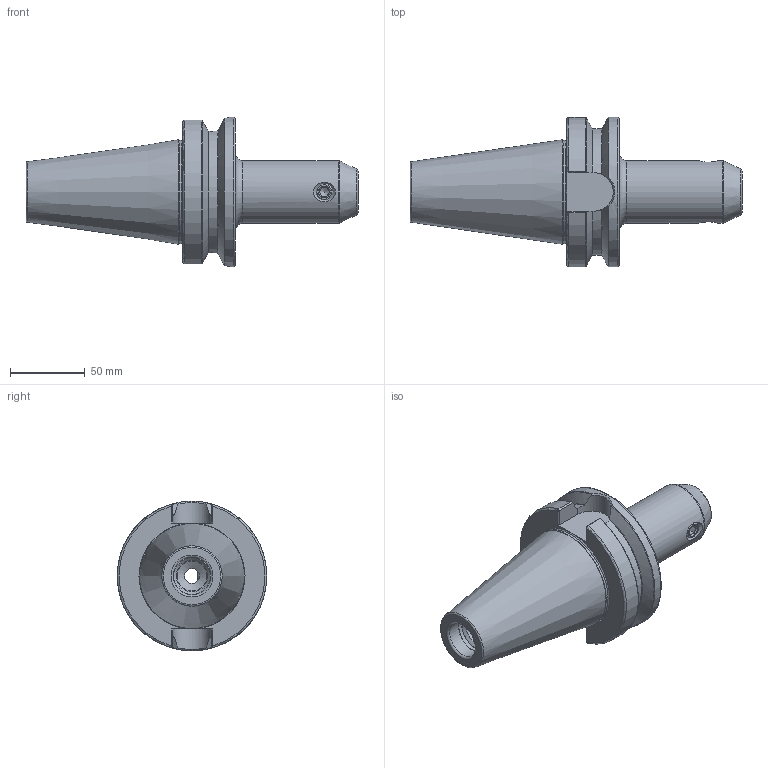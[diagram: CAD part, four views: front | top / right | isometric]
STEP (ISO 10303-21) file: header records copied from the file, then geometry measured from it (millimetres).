
FILE_DESCRIPTION(/* description */ (''),/* implementation_level */ '2;1');
FILE_NAME(/* name */ 'BT50-SLA12-120.stp',/* time_stamp */ '2023-04-18T10:18:47+08:00',/* author */ ('Administrator'),/* organization */ (''),/* preprocessor_version */ 'ST-DEVELOPER v18.1',/* originating_system */ 'Autodesk Inventor 2022',/* authorisation */ '');
FILE_SCHEMA (('AUTOMOTIVE_DESIGN { 1 0 10303 214 3 1 1 }'));
Length unit declared in the file: millimetre
Products named in the file (3): BT50-SLA12-120; BT50-SLA12-120_1; 侧固刀柄专用紧固螺钉   M12x
16
Assembly tree (2 placements, depth 2):
  BT50-SLA12-120
    BT50-SLA12-120_1
    侧固刀柄专用紧固螺钉   M12x
16
Bounding box: 221.8 x 100 x 100 mm (x, y, z)
Volume: 548526.4 mm3; surface area: 67163.8 mm2
Topology: 2 solids, 2 shells, 106 faces, 263 edges, 164 vertices
Faces by surface type: plane 38, cylinder 20, cone 19, torus 18, bspline 10, sphere 1
Full cylindrical faces by diameter (mm): 5 x1, 10 x1, 10.3 x1, 12 x2, 12.5 x1, 13 x1, 20 x1, 21 x1, 25 x1, 25.6 x1, 42 x1, 69.25 x1, 100 x1
Entity records: 3966 total; most frequent: CARTESIAN_POINT 1447, ORIENTED_EDGE 522, DIRECTION 487, EDGE_CURVE 261, AXIS2_PLACEMENT_3D 197, VERTEX_POINT 164, EDGE_LOOP 115, FACE_OUTER_BOUND 106
